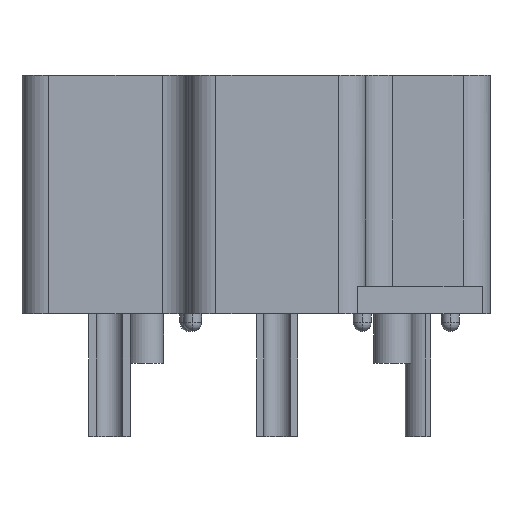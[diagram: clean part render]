
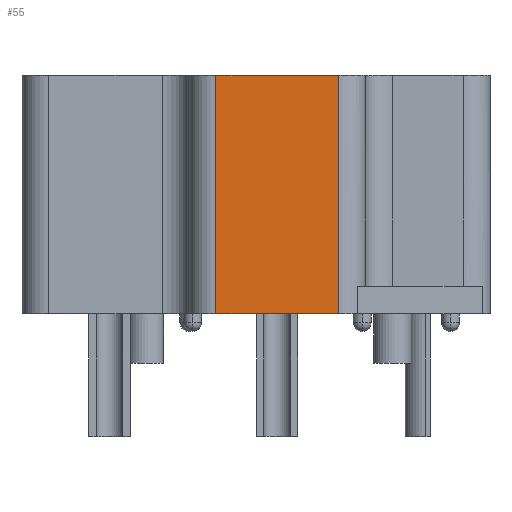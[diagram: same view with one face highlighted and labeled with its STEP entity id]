
A CAD part, front view. The second image highlights one B-rep face of the part: STEP entity #55.
In plain terms, the highlighted planar face has unit normal (0, -1, 0).
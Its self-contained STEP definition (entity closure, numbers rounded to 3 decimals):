
#55=ADVANCED_FACE('',(#273),#274,.T.);
#273=FACE_OUTER_BOUND('',#669,.T.);
#274=PLANE('',#670);
#669=EDGE_LOOP('',(#1235,#1236,#1237,#1238));
#670=AXIS2_PLACEMENT_3D('',#1239,#1240,#1241);
#1235=ORIENTED_EDGE('',*,*,#2561,.T.);
#1236=ORIENTED_EDGE('',*,*,#2703,.T.);
#1237=ORIENTED_EDGE('',*,*,#2620,.F.);
#1238=ORIENTED_EDGE('',*,*,#2702,.F.);
#1239=CARTESIAN_POINT('',(-5.,-12.,0.0));
#1240=DIRECTION('',(0.0,-1.0,0.0));
#1241=DIRECTION('',(0.0,0.0,-1.0));
#2561=EDGE_CURVE('',#3062,#3060,#3063,.T.);
#2620=EDGE_CURVE('',#3178,#3179,#3180,.T.);
#2702=EDGE_CURVE('',#3062,#3178,#3335,.T.);
#2703=EDGE_CURVE('',#3060,#3179,#3336,.T.);
#3060=VERTEX_POINT('',#3849);
#3062=VERTEX_POINT('',#3851);
#3063=LINE('',#3852,#3853);
#3178=VERTEX_POINT('',#4017);
#3179=VERTEX_POINT('',#4018);
#3180=LINE('',#4019,#4020);
#3335=LINE('',#4216,#4217);
#3336=LINE('',#4218,#4219);
#3849=CARTESIAN_POINT('',(-3.476,-12.,0.0));
#3851=CARTESIAN_POINT('',(3.476,-12.,0.0));
#3852=CARTESIAN_POINT('',(3.476,-12.,0.0));
#3853=VECTOR('',#4965,6.952);
#4017=CARTESIAN_POINT('',(3.476,-12.,-13.487));
#4018=CARTESIAN_POINT('',(-3.476,-12.,-13.487));
#4019=CARTESIAN_POINT('',(3.476,-12.,-13.487));
#4020=VECTOR('',#5042,6.952);
#4216=CARTESIAN_POINT('',(3.476,-12.,0.0));
#4217=VECTOR('',#5204,13.487);
#4218=CARTESIAN_POINT('',(-3.476,-12.,0.0));
#4219=VECTOR('',#5205,13.487);
#4965=DIRECTION('',(-1.0,0.0,0.0));
#5042=DIRECTION('',(-1.0,0.0,0.0));
#5204=DIRECTION('',(0.0,0.0,-1.0));
#5205=DIRECTION('',(0.0,0.0,-1.0));
